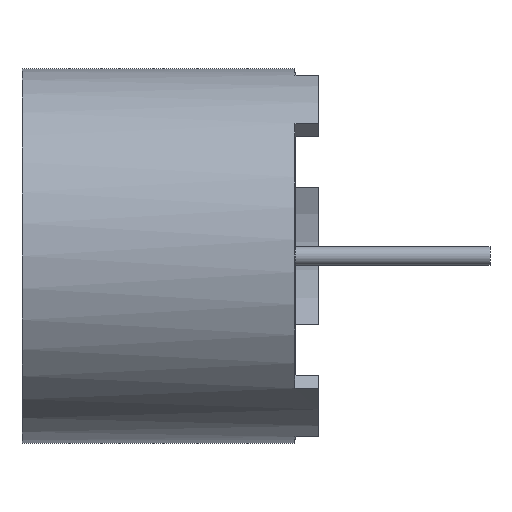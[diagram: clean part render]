
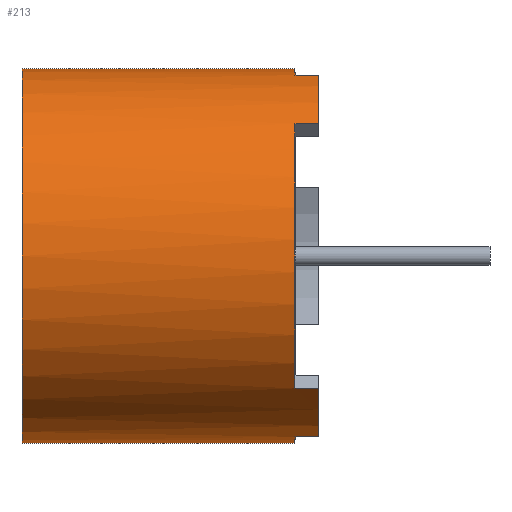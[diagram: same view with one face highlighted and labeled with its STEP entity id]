
A CAD part, left-side view. The second image highlights one B-rep face of the part: STEP entity #213.
In plain terms, the highlighted cylindrical face has radius 6 mm (diameter 12 mm), a partial arc.
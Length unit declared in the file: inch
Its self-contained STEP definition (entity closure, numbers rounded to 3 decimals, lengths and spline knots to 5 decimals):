
#9 = DIRECTION ( 'NONE',  ( 0., 0., 1. ) ) ;
#38 = EDGE_CURVE ( 'NONE', #68, #1186, #629, .T. ) ;
#42 = VERTEX_POINT ( 'NONE', #752 ) ;
#44 = DIRECTION ( 'NONE',  ( 0., -1., 0. ) ) ;
#68 = VERTEX_POINT ( 'NONE', #574 ) ;
#87 = EDGE_CURVE ( 'NONE', #1052, #974, #506, .T. ) ;
#120 = CARTESIAN_POINT ( 'NONE',  ( -0.06114, 0.02953, -0.22817 ) ) ;
#127 = AXIS2_PLACEMENT_3D ( 'NONE', #433, #894, #887 ) ;
#128 = VECTOR ( 'NONE', #663, 39.37008 ) ;
#149 = VECTOR ( 'NONE', #424, 39.37008 ) ;
#170 = VECTOR ( 'NONE', #387, 39.37008 ) ;
#172 = CARTESIAN_POINT ( 'NONE',  ( -0.06114, 0.02953, -0.22817 ) ) ;
#175 = CIRCLE ( 'NONE', #730, 0.23622 ) ;
#199 = CARTESIAN_POINT ( 'NONE',  ( -0.16703, 0.02953, -0.16703 ) ) ;
#213 = ADVANCED_FACE ( 'NONE', ( #463 ), #838, .T. ) ;
#219 = VERTEX_POINT ( 'NONE', #766 ) ;
#221 = DIRECTION ( 'NONE',  ( 0., -1., 0. ) ) ;
#224 = EDGE_CURVE ( 'NONE', #1186, #1133, #300, .T. ) ;
#244 = EDGE_CURVE ( 'NONE', #554, #1043, #548, .T. ) ;
#250 = AXIS2_PLACEMENT_3D ( 'NONE', #1059, #221, #342 ) ;
#251 = DIRECTION ( 'NONE',  ( 0., 0., -1. ) ) ;
#263 = CARTESIAN_POINT ( 'NONE',  ( -0.06114, 0.02953, 0.22817 ) ) ;
#283 = EDGE_CURVE ( 'NONE', #1063, #219, #1204, .T. ) ;
#285 = LINE ( 'NONE', #474, #454 ) ;
#292 = AXIS2_PLACEMENT_3D ( 'NONE', #1076, #976, #321 ) ;
#300 = LINE ( 'NONE', #484, #170 ) ;
#313 = VERTEX_POINT ( 'NONE', #694 ) ;
#321 = DIRECTION ( 'NONE',  ( 0., 0., -1. ) ) ;
#342 = DIRECTION ( 'NONE',  ( 0., 0., -1. ) ) ;
#373 = DIRECTION ( 'NONE',  ( 0., -1., 0. ) ) ;
#378 = EDGE_CURVE ( 'NONE', #1052, #313, #1180, .T. ) ;
#381 = ORIENTED_EDGE ( 'NONE', *, *, #1091, .T. ) ;
#387 = DIRECTION ( 'NONE',  ( 0., -1., 0. ) ) ;
#396 = DIRECTION ( 'NONE',  ( 0., 0., -1. ) ) ;
#408 = ORIENTED_EDGE ( 'NONE', *, *, #38, .F. ) ;
#410 = AXIS2_PLACEMENT_3D ( 'NONE', #957, #948, #396 ) ;
#424 = DIRECTION ( 'NONE',  ( 0., -1., 0. ) ) ;
#433 = CARTESIAN_POINT ( 'NONE',  ( 0., 0., 0. ) ) ;
#439 = EDGE_CURVE ( 'NONE', #68, #1043, #285, .T. ) ;
#454 = VECTOR ( 'NONE', #373, 39.37008 ) ;
#463 = FACE_OUTER_BOUND ( 'NONE', #491, .T. ) ;
#464 = CARTESIAN_POINT ( 'NONE',  ( 0., 0.37402, 0. ) ) ;
#466 = CARTESIAN_POINT ( 'NONE',  ( 0., 0.02953, -0.23622 ) ) ;
#474 = CARTESIAN_POINT ( 'NONE',  ( 0., 0.37402, -0.23622 ) ) ;
#476 = EDGE_CURVE ( 'NONE', #499, #42, #1036, .T. ) ;
#484 = CARTESIAN_POINT ( 'NONE',  ( 0., 0.37402, 0.23622 ) ) ;
#490 = DIRECTION ( 'NONE',  ( 0., -1., 0. ) ) ;
#491 = EDGE_LOOP ( 'NONE', ( #1108, #408, #628, #1086, #583, #1094, #1029, #517, #534, #381, #562, #1227 ) ) ;
#498 = CARTESIAN_POINT ( 'NONE',  ( 0., 0., 0. ) ) ;
#499 = VERTEX_POINT ( 'NONE', #263 ) ;
#503 = EDGE_CURVE ( 'NONE', #554, #1063, #1021, .T. ) ;
#506 = CIRCLE ( 'NONE', #547, 0.23622 ) ;
#517 = ORIENTED_EDGE ( 'NONE', *, *, #87, .F. ) ;
#534 = ORIENTED_EDGE ( 'NONE', *, *, #378, .T. ) ;
#547 = AXIS2_PLACEMENT_3D ( 'NONE', #914, #44, #251 ) ;
#548 = CIRCLE ( 'NONE', #250, 0.23622 ) ;
#554 = VERTEX_POINT ( 'NONE', #120 ) ;
#562 = ORIENTED_EDGE ( 'NONE', *, *, #476, .F. ) ;
#571 = CIRCLE ( 'NONE', #292, 0.23622 ) ;
#574 = CARTESIAN_POINT ( 'NONE',  ( 0., 0.37402, -0.23622 ) ) ;
#583 = ORIENTED_EDGE ( 'NONE', *, *, #503, .T. ) ;
#628 = ORIENTED_EDGE ( 'NONE', *, *, #439, .T. ) ;
#629 = CIRCLE ( 'NONE', #879, 0.23622 ) ;
#632 = VECTOR ( 'NONE', #644, 39.37008 ) ;
#644 = DIRECTION ( 'NONE',  ( 0., -1., 0. ) ) ;
#663 = DIRECTION ( 'NONE',  ( 0., -1., 0. ) ) ;
#673 = DIRECTION ( 'NONE',  ( 0., 1., 0. ) ) ;
#694 = CARTESIAN_POINT ( 'NONE',  ( -0.16703, 0., 0.16703 ) ) ;
#730 = AXIS2_PLACEMENT_3D ( 'NONE', #498, #673, #9 ) ;
#735 = CARTESIAN_POINT ( 'NONE',  ( -0.16703, 0.02953, -0.16703 ) ) ;
#740 = CARTESIAN_POINT ( 'NONE',  ( -0.06114, 0., -0.22817 ) ) ;
#752 = CARTESIAN_POINT ( 'NONE',  ( -0.06114, 0., 0.22817 ) ) ;
#766 = CARTESIAN_POINT ( 'NONE',  ( -0.16703, 0., -0.16703 ) ) ;
#771 = LINE ( 'NONE', #199, #1032 ) ;
#835 = CARTESIAN_POINT ( 'NONE',  ( -0.06114, 0.02953, 0.22817 ) ) ;
#838 = CYLINDRICAL_SURFACE ( 'NONE', #410, 0.23622 ) ;
#840 = DIRECTION ( 'NONE',  ( 0., 1., 0. ) ) ;
#879 = AXIS2_PLACEMENT_3D ( 'NONE', #464, #840, #1213 ) ;
#887 = DIRECTION ( 'NONE',  ( 0., 0., 1. ) ) ;
#894 = DIRECTION ( 'NONE',  ( 0., 1., 0. ) ) ;
#914 = CARTESIAN_POINT ( 'NONE',  ( 0., 0.02953, 0. ) ) ;
#938 = EDGE_CURVE ( 'NONE', #1133, #499, #571, .T. ) ;
#948 = DIRECTION ( 'NONE',  ( 0., -1., 0. ) ) ;
#957 = CARTESIAN_POINT ( 'NONE',  ( 0., 0.37402, 0. ) ) ;
#974 = VERTEX_POINT ( 'NONE', #735 ) ;
#976 = DIRECTION ( 'NONE',  ( 0., -1., 0. ) ) ;
#1008 = CARTESIAN_POINT ( 'NONE',  ( -0.16703, 0.02953, 0.16703 ) ) ;
#1021 = LINE ( 'NONE', #172, #128 ) ;
#1029 = ORIENTED_EDGE ( 'NONE', *, *, #1129, .F. ) ;
#1032 = VECTOR ( 'NONE', #490, 39.37008 ) ;
#1036 = LINE ( 'NONE', #835, #632 ) ;
#1043 = VERTEX_POINT ( 'NONE', #466 ) ;
#1051 = CARTESIAN_POINT ( 'NONE',  ( 0., 0.37402, 0.23622 ) ) ;
#1052 = VERTEX_POINT ( 'NONE', #1126 ) ;
#1056 = CARTESIAN_POINT ( 'NONE',  ( 0., 0.02953, 0.23622 ) ) ;
#1059 = CARTESIAN_POINT ( 'NONE',  ( 0., 0.02953, 0. ) ) ;
#1063 = VERTEX_POINT ( 'NONE', #740 ) ;
#1076 = CARTESIAN_POINT ( 'NONE',  ( 0., 0.02953, 0. ) ) ;
#1086 = ORIENTED_EDGE ( 'NONE', *, *, #244, .F. ) ;
#1091 = EDGE_CURVE ( 'NONE', #313, #42, #175, .T. ) ;
#1094 = ORIENTED_EDGE ( 'NONE', *, *, #283, .T. ) ;
#1108 = ORIENTED_EDGE ( 'NONE', *, *, #224, .F. ) ;
#1126 = CARTESIAN_POINT ( 'NONE',  ( -0.16703, 0.02953, 0.16703 ) ) ;
#1129 = EDGE_CURVE ( 'NONE', #974, #219, #771, .T. ) ;
#1133 = VERTEX_POINT ( 'NONE', #1056 ) ;
#1180 = LINE ( 'NONE', #1008, #149 ) ;
#1186 = VERTEX_POINT ( 'NONE', #1051 ) ;
#1204 = CIRCLE ( 'NONE', #127, 0.23622 ) ;
#1213 = DIRECTION ( 'NONE',  ( 0., 0., 1. ) ) ;
#1227 = ORIENTED_EDGE ( 'NONE', *, *, #938, .F. ) ;
